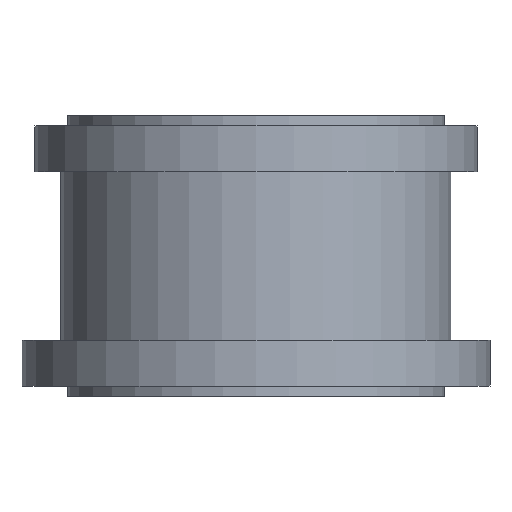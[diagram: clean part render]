
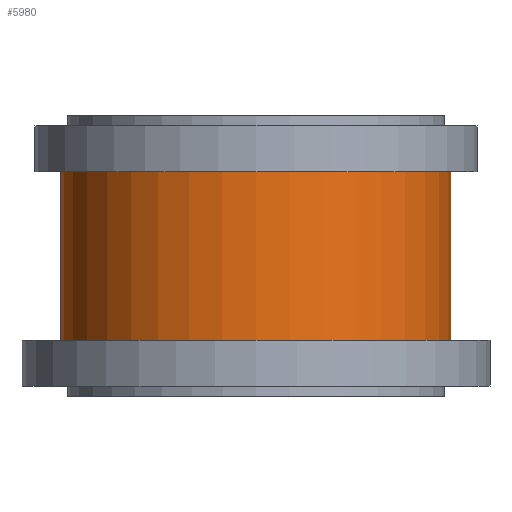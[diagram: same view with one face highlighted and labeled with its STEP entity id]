
A CAD part, front view. The second image highlights one B-rep face of the part: STEP entity #5980.
In plain terms, the highlighted cylindrical face has radius 75 mm (diameter 150 mm), a partial arc.
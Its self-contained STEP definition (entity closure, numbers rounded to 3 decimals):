
#86 = VERTEX_POINT ( 'NONE', #2575 ) ;
#359 = VERTEX_POINT ( 'NONE', #4870 ) ;
#415 = CARTESIAN_POINT ( 'NONE',  ( 0., 0., 32.5 ) ) ;
#905 = DIRECTION ( 'NONE',  ( 0., 0., 1. ) ) ;
#982 = DIRECTION ( 'NONE',  ( 0., 0., 1. ) ) ;
#1113 = VERTEX_POINT ( 'NONE', #2618 ) ;
#1361 = LINE ( 'NONE', #5625, #1686 ) ;
#1429 = CIRCLE ( 'NONE', #5639, 75. ) ;
#1538 = EDGE_CURVE ( 'NONE', #3787, #86, #5284, .T. ) ;
#1686 = VECTOR ( 'NONE', #3537, 1000. ) ;
#2280 = CIRCLE ( 'NONE', #5637, 75. ) ;
#2464 = DIRECTION ( 'NONE',  ( 0., 0., 1. ) ) ;
#2572 = ORIENTED_EDGE ( 'NONE', *, *, #3581, .T. ) ;
#2575 = CARTESIAN_POINT ( 'NONE',  ( -75., 0., 32.5 ) ) ;
#2618 = CARTESIAN_POINT ( 'NONE',  ( 75., 0., -32.5 ) ) ;
#2744 = AXIS2_PLACEMENT_3D ( 'NONE', #2889, #905, #2954 ) ;
#2889 = CARTESIAN_POINT ( 'NONE',  ( 0., 0., 54. ) ) ;
#2945 = EDGE_CURVE ( 'NONE', #1113, #359, #1361, .T. ) ;
#2954 = DIRECTION ( 'NONE',  ( 1., 0., 0. ) ) ;
#3135 = DIRECTION ( 'NONE',  ( 0., 0., 1. ) ) ;
#3458 = EDGE_LOOP ( 'NONE', ( #3706, #2572, #4783, #5992 ) ) ;
#3537 = DIRECTION ( 'NONE',  ( 0., 0., 1. ) ) ;
#3581 = EDGE_CURVE ( 'NONE', #3787, #1113, #2280, .T. ) ;
#3706 = ORIENTED_EDGE ( 'NONE', *, *, #1538, .F. ) ;
#3710 = CARTESIAN_POINT ( 'NONE',  ( -75., 0., 54. ) ) ;
#3787 = VERTEX_POINT ( 'NONE', #5454 ) ;
#4017 = VECTOR ( 'NONE', #3135, 1000. ) ;
#4037 = EDGE_CURVE ( 'NONE', #86, #359, #1429, .T. ) ;
#4783 = ORIENTED_EDGE ( 'NONE', *, *, #2945, .T. ) ;
#4870 = CARTESIAN_POINT ( 'NONE',  ( 75., 0., 32.5 ) ) ;
#5025 = FACE_OUTER_BOUND ( 'NONE', #3458, .T. ) ;
#5199 = DIRECTION ( 'NONE',  ( 1., 0., 0. ) ) ;
#5234 = CARTESIAN_POINT ( 'NONE',  ( 0., 0., -32.5 ) ) ;
#5284 = LINE ( 'NONE', #3710, #4017 ) ;
#5454 = CARTESIAN_POINT ( 'NONE',  ( -75., 0., -32.5 ) ) ;
#5625 = CARTESIAN_POINT ( 'NONE',  ( 75., 0., 54. ) ) ;
#5637 = AXIS2_PLACEMENT_3D ( 'NONE', #5234, #982, #5199 ) ;
#5639 = AXIS2_PLACEMENT_3D ( 'NONE', #415, #2464, #6095 ) ;
#5980 = ADVANCED_FACE ( 'NONE', ( #5025 ), #5986, .T. ) ;
#5986 = CYLINDRICAL_SURFACE ( 'NONE', #2744, 75. ) ;
#5992 = ORIENTED_EDGE ( 'NONE', *, *, #4037, .F. ) ;
#6095 = DIRECTION ( 'NONE',  ( 1., 0., 0. ) ) ;
